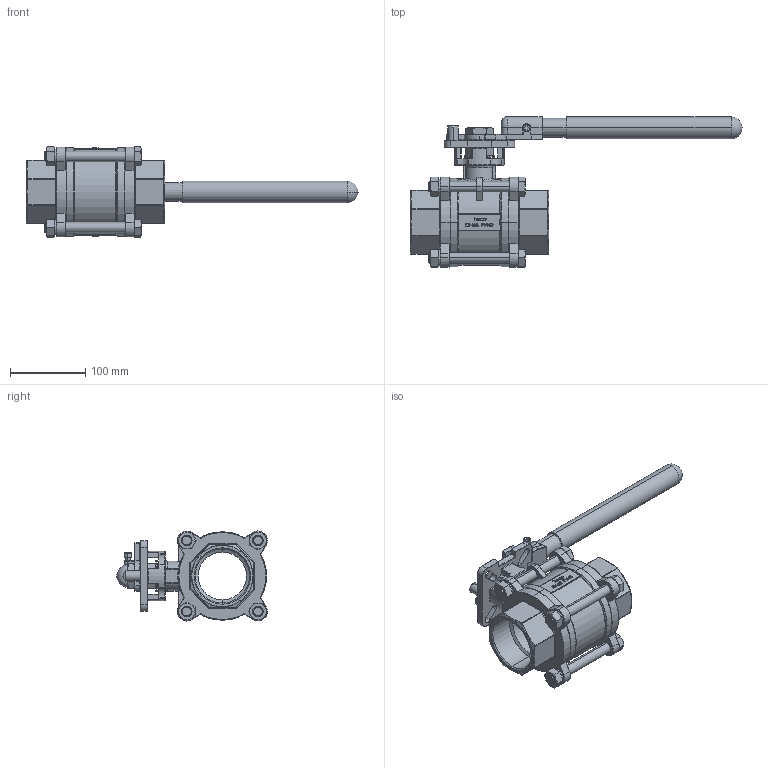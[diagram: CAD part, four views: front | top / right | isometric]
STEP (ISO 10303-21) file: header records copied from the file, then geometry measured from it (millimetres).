
FILE_DESCRIPTION (( 'STEP AP214' ), '1' );
FILE_NAME ('K3-212-0IG-4 Kugelhahn heco.STEP', '2018-07-11T08:39:00', ( '' ), ( '' ), 'SwSTEP 2.0', 'SolidWorks 2016', '' );
FILE_SCHEMA (( 'AUTOMOTIVE_DESIGN' ));
Length unit declared in the file: millimetre
Products named in the file (1): K3-212-0IG-4 Kugelhahn heco
Bounding box: 442.5 x 201.08 x 120.16 mm (x, y, z)
Volume: 1359488.8 mm3; surface area: 247564.8 mm2
Topology: 1 solids, 2 shells, 1784 faces, 4315 edges, 2535 vertices
Faces by surface type: plane 537, cylinder 453, bspline 329, torus 257, cone 135, sphere 73
Entity records: 70621 total; most frequent: CARTESIAN_POINT 27513, ORIENTED_EDGE 8478, DIRECTION 7856, EDGE_CURVE 4239, AXIS2_PLACEMENT_3D 3043, VERTEX_POINT 2533, EDGE_LOOP 1888, ADVANCED_FACE 1784
